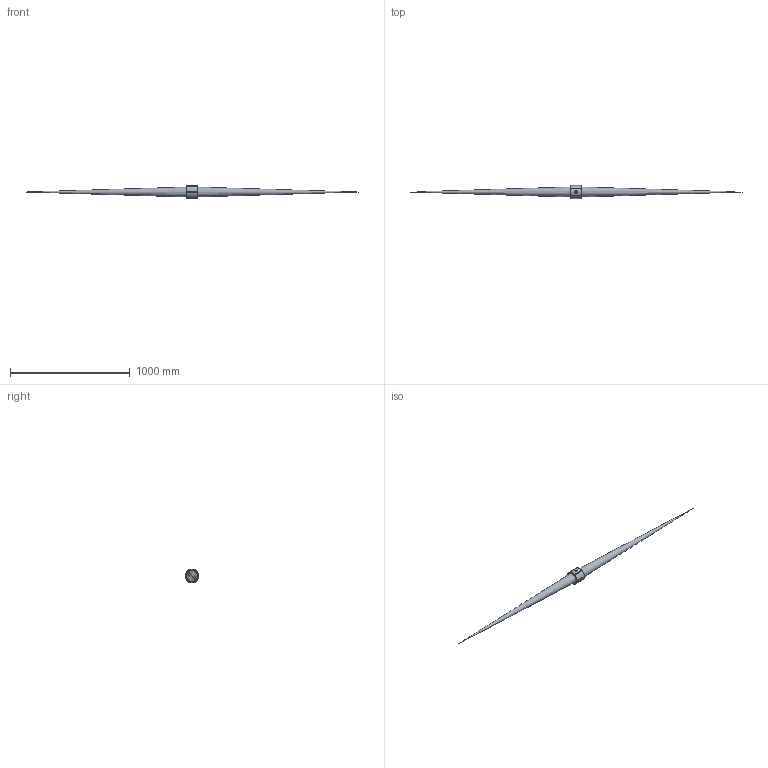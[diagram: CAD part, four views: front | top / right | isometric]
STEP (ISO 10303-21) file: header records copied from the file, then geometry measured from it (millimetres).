
FILE_DESCRIPTION(/* description */ ('3" Pipe Coupling'),/* implementation_level */ '2;1');
FILE_NAME(/* name */ 'CPLG300.stp',/* time_stamp */ '2018-12-04T11:14:54-05:00',/* author */ ('DCT'),/* organization */ (''),/* preprocessor_version */ 'ST-DEVELOPER v17',/* originating_system */ 'Autodesk Inventor 2018',/* authorisation */ '');
FILE_SCHEMA (('AUTOMOTIVE_DESIGN { 1 0 10303 214 3 1 1 }'));
Length unit declared in the file: inch
Products named in the file (1): CPLG300
Bounding box: 2772.26 x 116.08 x 109.65 mm (x, y, z)
Volume: 374843.7 mm3; surface area: 856201.9 mm2
Topology: 1 solids, 1 shells, 500 faces, 1292 edges, 836 vertices
Faces by surface type: bspline 184, plane 173, cylinder 91, cone 26, sphere 24, torus 2
Full cylindrical faces by diameter (mm): 76.2 x1, 109.474 x1
Entity records: 64704 total; most frequent: CARTESIAN_POINT 53978, ORIENTED_EDGE 2568, DIRECTION 1570, EDGE_CURVE 1284, VERTEX_POINT 832, B_SPLINE_CURVE_WITH_KNOTS 554, EDGE_LOOP 548, LINE 524
